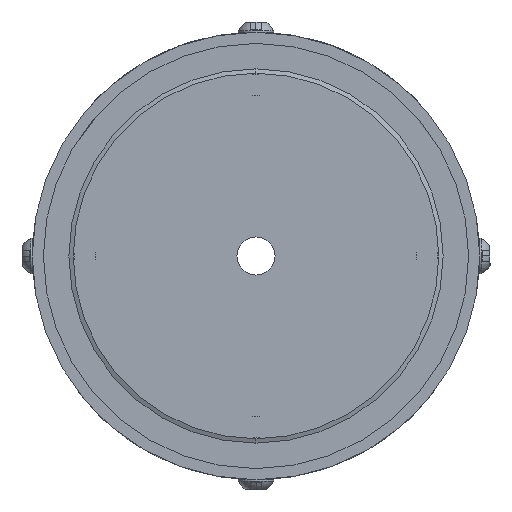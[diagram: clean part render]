
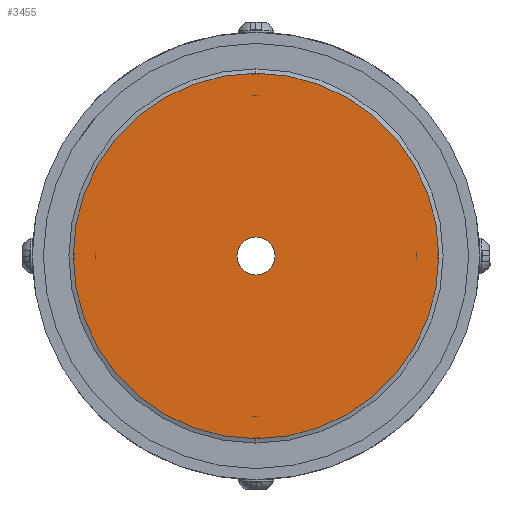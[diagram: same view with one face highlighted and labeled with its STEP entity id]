
A CAD part, front view. The second image highlights one B-rep face of the part: STEP entity #3455.
In plain terms, the highlighted planar face has unit normal (0, -1, 0).
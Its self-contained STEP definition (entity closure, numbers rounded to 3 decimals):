
#463 = EDGE_CURVE ( 'NONE', #1027, #5443, #3063, .T. ) ;
#494 = CARTESIAN_POINT ( 'NONE',  ( 0., -6.25, -49. ) ) ;
#576 = ORIENTED_EDGE ( 'NONE', *, *, #1179, .F. ) ;
#609 = CARTESIAN_POINT ( 'NONE',  ( 0., -6.25, 49. ) ) ;
#786 = ORIENTED_EDGE ( 'NONE', *, *, #463, .T. ) ;
#836 = DIRECTION ( 'NONE',  ( 0., 0., -1. ) ) ;
#992 = VERTEX_POINT ( 'NONE', #3570 ) ;
#1009 = PLANE ( 'NONE',  #5457 ) ;
#1027 = VERTEX_POINT ( 'NONE', #609 ) ;
#1179 = EDGE_CURVE ( 'NONE', #992, #3818, #5553, .T. ) ;
#1461 = AXIS2_PLACEMENT_3D ( 'NONE', #2437, #5082, #6072 ) ;
#1523 = DIRECTION ( 'NONE',  ( 0., -1., 0. ) ) ;
#2122 = AXIS2_PLACEMENT_3D ( 'NONE', #4537, #2972, #836 ) ;
#2233 = DIRECTION ( 'NONE',  ( 0., 0., -1. ) ) ;
#2362 = CARTESIAN_POINT ( 'NONE',  ( 0., -6.25, 0. ) ) ;
#2437 = CARTESIAN_POINT ( 'NONE',  ( 0., -6.25, 0. ) ) ;
#2572 = DIRECTION ( 'NONE',  ( 0., 0., -1. ) ) ;
#2972 = DIRECTION ( 'NONE',  ( 0., -1., 0. ) ) ;
#3060 = EDGE_LOOP ( 'NONE', ( #786, #3462 ) ) ;
#3063 = CIRCLE ( 'NONE', #4153, 49. ) ;
#3315 = CIRCLE ( 'NONE', #2122, 5.1 ) ;
#3455 = ADVANCED_FACE ( 'NONE', ( #3594, #5181 ), #1009, .T. ) ;
#3462 = ORIENTED_EDGE ( 'NONE', *, *, #6331, .T. ) ;
#3570 = CARTESIAN_POINT ( 'NONE',  ( 0., -6.25, -5.1 ) ) ;
#3594 = FACE_OUTER_BOUND ( 'NONE', #3060, .T. ) ;
#3818 = VERTEX_POINT ( 'NONE', #5246 ) ;
#4153 = AXIS2_PLACEMENT_3D ( 'NONE', #4770, #6333, #4259 ) ;
#4170 = CARTESIAN_POINT ( 'NONE',  ( 0., -6.25, 0. ) ) ;
#4259 = DIRECTION ( 'NONE',  ( 0., 0., -1. ) ) ;
#4537 = CARTESIAN_POINT ( 'NONE',  ( 0., -6.25, 0. ) ) ;
#4770 = CARTESIAN_POINT ( 'NONE',  ( 0., -6.25, 0. ) ) ;
#4812 = ORIENTED_EDGE ( 'NONE', *, *, #5347, .F. ) ;
#4916 = DIRECTION ( 'NONE',  ( 0., -1., 0. ) ) ;
#5082 = DIRECTION ( 'NONE',  ( 0., -1., 0. ) ) ;
#5181 = FACE_BOUND ( 'NONE', #6527, .T. ) ;
#5246 = CARTESIAN_POINT ( 'NONE',  ( 0., -6.25, 5.1 ) ) ;
#5347 = EDGE_CURVE ( 'NONE', #3818, #992, #3315, .T. ) ;
#5443 = VERTEX_POINT ( 'NONE', #494 ) ;
#5457 = AXIS2_PLACEMENT_3D ( 'NONE', #4170, #1523, #2572 ) ;
#5553 = CIRCLE ( 'NONE', #6419, 5.1 ) ;
#6072 = DIRECTION ( 'NONE',  ( 0., 0., -1. ) ) ;
#6236 = CIRCLE ( 'NONE', #1461, 49. ) ;
#6331 = EDGE_CURVE ( 'NONE', #5443, #1027, #6236, .T. ) ;
#6333 = DIRECTION ( 'NONE',  ( 0., -1., 0. ) ) ;
#6419 = AXIS2_PLACEMENT_3D ( 'NONE', #2362, #4916, #2233 ) ;
#6527 = EDGE_LOOP ( 'NONE', ( #4812, #576 ) ) ;
